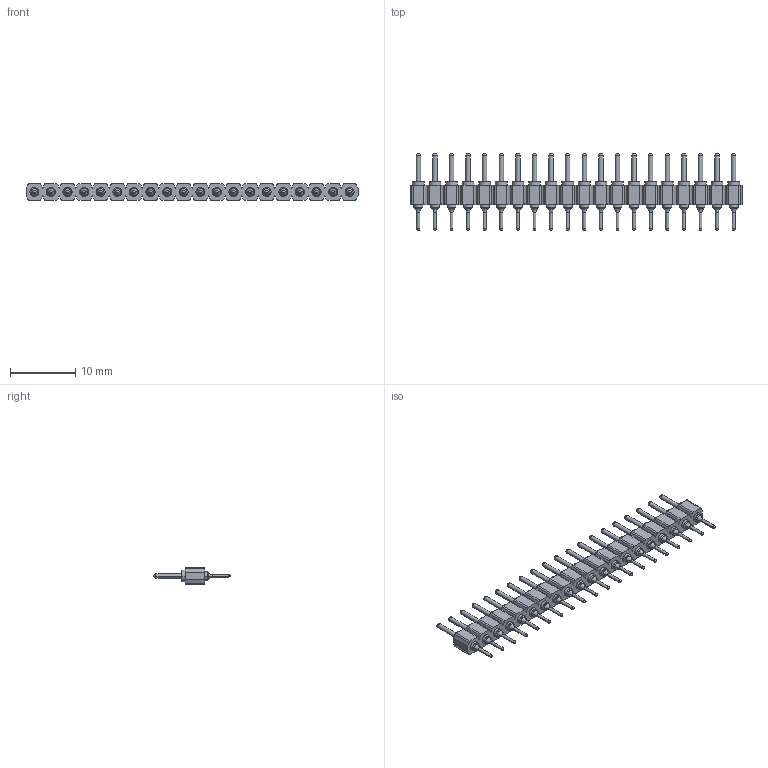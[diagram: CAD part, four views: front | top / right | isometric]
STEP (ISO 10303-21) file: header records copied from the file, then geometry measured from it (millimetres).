
FILE_DESCRIPTION((''),'2;1');
FILE_NAME('D01-992_ASM','2012-06-11T',('wbourne'),(''),'PRO/ENGINEER BY PARAMETRIC TECHNOLOGY CORPORATION, 2011490','PRO/ENGINEER BY PARAMETRIC TECHNOLOGY CORPORATION, 2011490','');
FILE_SCHEMA(('CONFIG_CONTROL_DESIGN','SHAPE_APPEARANCE_LAYERS_GROUPS'));
Length unit declared in the file: millimetre
Products named in the file (3): D01-001; H3147; D01-992_ASM
Assembly tree (21 placements, depth 2):
  D01-992_ASM
    D01-001
    H3147  x20
Bounding box: 50.8 x 11.72 x 2.54 mm (x, y, z)
Volume: 425 mm3; surface area: 1627.6 mm2
Topology: 21 solids, 21 shells, 764 faces, 1806 edges, 1084 vertices
Faces by surface type: cylinder 360, plane 204, cone 80, sphere 80, torus 40
Entity records: 13446 total; most frequent: DIRECTION 1942, CARTESIAN_POINT 1831, ORIENTED_EDGE 1780, PRESENTATION_STYLE_ASSIGNMENT 892, STYLED_ITEM 892, CURVE_STYLE 890, EDGE_CURVE 890, AXIS2_PLACEMENT_3D 701
